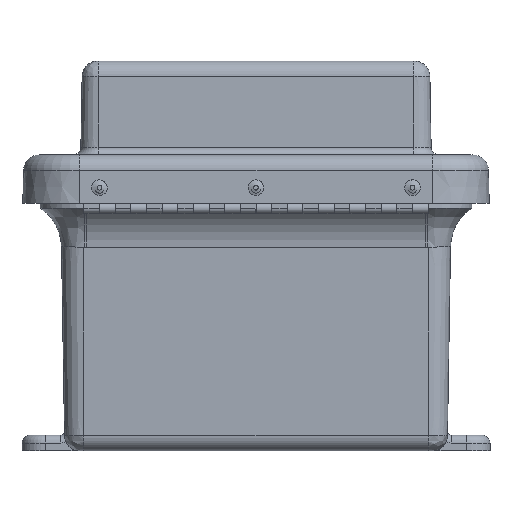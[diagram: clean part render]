
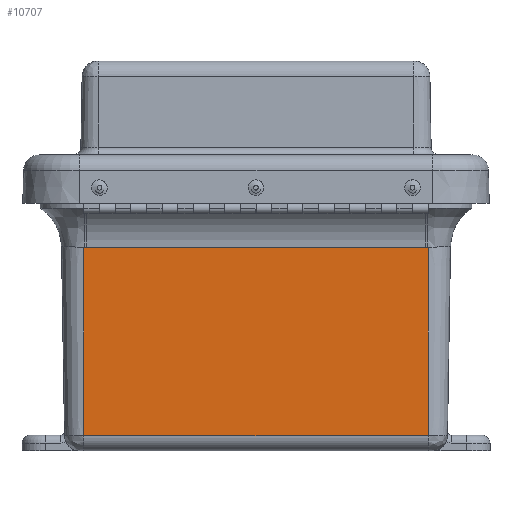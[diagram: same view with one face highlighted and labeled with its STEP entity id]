
A CAD part, left-side view. The second image highlights one B-rep face of the part: STEP entity #10707.
In plain terms, the highlighted face is planar.
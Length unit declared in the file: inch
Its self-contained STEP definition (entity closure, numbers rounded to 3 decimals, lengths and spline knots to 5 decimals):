
#440=LINE($,#17688,#1219);
#472=LINE($,#18178,#1251);
#475=LINE($,#18472,#1254);
#477=LINE($,#18475,#1256);
#1219=VECTOR($,#13280,5.4947);
#1251=VECTOR($,#13480,5.41482);
#1254=VECTOR($,#13517,3.00281);
#1256=VECTOR($,#13521,3.00281);
#1923=PLANE($,#11607);
#2873=FACE_OUTER_BOUND($,#3548,.T.);
#3548=EDGE_LOOP($,(#8163,#8164,#8165,#8166,#8167,#8168));
#4399=CIRCLE($,#11584,1.82724);
#4407=CIRCLE($,#11594,1.82742);
#5056=VERTEX_POINT($,#17643);
#5063=VERTEX_POINT($,#17678);
#5111=VERTEX_POINT($,#17998);
#5115=VERTEX_POINT($,#18139);
#5119=VERTEX_POINT($,#18174);
#5123=VERTEX_POINT($,#18209);
#6188=EDGE_CURVE($,#5063,#5056,#440,.T.);
#6275=EDGE_CURVE($,#5111,#5115,#4399,.T.);
#6281=EDGE_CURVE($,#5115,#5119,#472,.T.);
#6287=EDGE_CURVE($,#5119,#5123,#4407,.T.);
#6301=EDGE_CURVE($,#5123,#5063,#475,.T.);
#6303=EDGE_CURVE($,#5111,#5056,#477,.T.);
#8163=ORIENTED_EDGE($,*,*,#6287,.F.);
#8164=ORIENTED_EDGE($,*,*,#6281,.F.);
#8165=ORIENTED_EDGE($,*,*,#6275,.F.);
#8166=ORIENTED_EDGE($,*,*,#6303,.T.);
#8167=ORIENTED_EDGE($,*,*,#6188,.F.);
#8168=ORIENTED_EDGE($,*,*,#6301,.F.);
#10707=ADVANCED_FACE($,(#2873),#1923,.T.);
#11584=AXIS2_PLACEMENT_3D($,#18143,#13467,#13468);
#11594=AXIS2_PLACEMENT_3D($,#18213,#13491,#13492);
#11607=AXIS2_PLACEMENT_3D($,#18474,#13519,#13520);
#13280=DIRECTION($,(-1.,0.,0.));
#13467=DIRECTION('center_axis',(0.,1.,
0.016));
#13468=DIRECTION('ref_axis',(0.,-0.016,1.));
#13480=DIRECTION($,(1.,0.,0.));
#13491=DIRECTION('center_axis',(0.,1.,
0.016));
#13492=DIRECTION('ref_axis',(0.022,-0.016,1.));
#13517=DIRECTION($,(0.,-0.016,1.));
#13519=DIRECTION('center_axis',(0.,1.,0.016));
#13520=DIRECTION('ref_axis',(-1.,0.,0.));
#13521=DIRECTION($,(0.,-0.016,1.));
#17643=CARTESIAN_POINT('',(-2.74735,2.04909,4.25402));
#17678=CARTESIAN_POINT('',(2.74735,2.04909,4.25402));
#17688=CARTESIAN_POINT($,(2.74735,2.04909,4.25402));
#17998=CARTESIAN_POINT('',(-2.74735,2.09734,1.2516));
#18139=CARTESIAN_POINT('',(-2.70741,2.09733,1.25204));
#18143=CARTESIAN_POINT('Origin',(-2.70743,2.12669,-0.57497));
#18174=CARTESIAN_POINT('',(2.70741,2.09733,1.25204));
#18178=CARTESIAN_POINT($,(-2.70741,2.09733,1.25204));
#18209=CARTESIAN_POINT('',(2.74735,2.09734,1.2516));
#18213=CARTESIAN_POINT('Origin',(2.70743,2.12669,-0.57515));
#18472=CARTESIAN_POINT($,(2.74735,2.09734,1.2516));
#18474=CARTESIAN_POINT('Origin',(-2.74735,2.11742,0.00196));
#18475=CARTESIAN_POINT($,(-2.74735,2.09734,1.2516));
